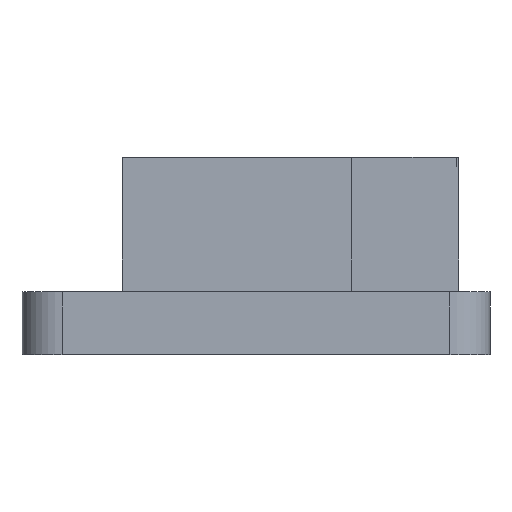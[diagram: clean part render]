
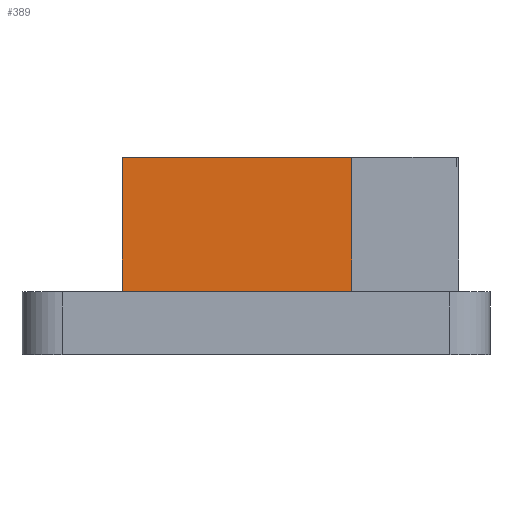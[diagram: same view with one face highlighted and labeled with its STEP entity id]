
A CAD part, front view. The second image highlights one B-rep face of the part: STEP entity #389.
In plain terms, the highlighted free-form (B-spline) face has degree [1, 1] with [2, 2] control points.
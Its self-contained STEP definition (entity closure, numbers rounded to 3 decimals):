
#67 = B_SPLINE_SURFACE_WITH_KNOTS('',1,1,(
    (#68,#69)
    ,(#70,#71)),.UNSPECIFIED.,.F.,.F.,.F.,(2,2),(2,2),(0.,10.),(-8.,0.),
  .PIECEWISE_BEZIER_KNOTS.);
#68 = CARTESIAN_POINT('',(-2.5,4.,0.));
#69 = CARTESIAN_POINT('',(-2.5,-4.,0.));
#70 = CARTESIAN_POINT('',(-2.5,4.,10.));
#71 = CARTESIAN_POINT('',(-2.5,-4.,10.));
#90 = VERTEX_POINT('',#91);
#91 = CARTESIAN_POINT('',(-2.5,4.,0.));
#103 = B_SPLINE_SURFACE_WITH_KNOTS('',1,1,(
    (#104,#105)
    ,(#106,#107
  )),.UNSPECIFIED.,.F.,.F.,.F.,(2,2),(2,2),(0.,20.),(0.,8.),
  .PIECEWISE_BEZIER_KNOTS.);
#104 = CARTESIAN_POINT('',(-2.5,-4.,0.));
#105 = CARTESIAN_POINT('',(-2.5,4.,0.));
#106 = CARTESIAN_POINT('',(17.5,-4.,0.));
#107 = CARTESIAN_POINT('',(17.5,4.,0.));
#114 = EDGE_CURVE('',#90,#115,#117,.T.);
#115 = VERTEX_POINT('',#116);
#116 = CARTESIAN_POINT('',(-2.5,4.,10.));
#117 = SURFACE_CURVE('',#118,(#121,#127),.PCURVE_S1.);
#118 = B_SPLINE_CURVE_WITH_KNOTS('',1,(#119,#120),.UNSPECIFIED.,.F.,.F.,
  (2,2),(0.,10.),.PIECEWISE_BEZIER_KNOTS.);
#119 = CARTESIAN_POINT('',(-2.5,4.,0.));
#120 = CARTESIAN_POINT('',(-2.5,4.,10.));
#121 = PCURVE('',#67,#122);
#122 = DEFINITIONAL_REPRESENTATION('',(#123),#126);
#123 = B_SPLINE_CURVE_WITH_KNOTS('',1,(#124,#125),.UNSPECIFIED.,.F.,.F.,
  (2,2),(0.,10.),.PIECEWISE_BEZIER_KNOTS.);
#124 = CARTESIAN_POINT('',(0.,-8.));
#125 = CARTESIAN_POINT('',(10.,-8.));
#126 = ( GEOMETRIC_REPRESENTATION_CONTEXT(2) 
PARAMETRIC_REPRESENTATION_CONTEXT() REPRESENTATION_CONTEXT('2D SPACE',''
  ) );
#127 = PCURVE('',#128,#133);
#128 = B_SPLINE_SURFACE_WITH_KNOTS('',1,1,(
    (#129,#130)
    ,(#131,#132
    )),.UNSPECIFIED.,.F.,.F.,.F.,(2,2),(2,2),(0.,10.),(0.,20.),
  .PIECEWISE_BEZIER_KNOTS.);
#129 = CARTESIAN_POINT('',(-2.5,4.,0.));
#130 = CARTESIAN_POINT('',(17.5,4.,0.));
#131 = CARTESIAN_POINT('',(-2.5,4.,10.));
#132 = CARTESIAN_POINT('',(17.5,4.,10.));
#133 = DEFINITIONAL_REPRESENTATION('',(#134),#137);
#134 = B_SPLINE_CURVE_WITH_KNOTS('',1,(#135,#136),.UNSPECIFIED.,.F.,.F.,
  (2,2),(0.,10.),.PIECEWISE_BEZIER_KNOTS.);
#135 = CARTESIAN_POINT('',(0.,0.));
#136 = CARTESIAN_POINT('',(10.,0.));
#137 = ( GEOMETRIC_REPRESENTATION_CONTEXT(2) 
PARAMETRIC_REPRESENTATION_CONTEXT() REPRESENTATION_CONTEXT('2D SPACE',''
  ) );
#153 = B_SPLINE_SURFACE_WITH_KNOTS('',1,1,(
    (#154,#155)
    ,(#156,#157
  )),.UNSPECIFIED.,.F.,.F.,.F.,(2,2),(2,2),(0.,20.),(0.,8.),
  .PIECEWISE_BEZIER_KNOTS.);
#154 = CARTESIAN_POINT('',(-2.5,-4.,10.));
#155 = CARTESIAN_POINT('',(-2.5,4.,10.));
#156 = CARTESIAN_POINT('',(17.5,-4.,10.));
#157 = CARTESIAN_POINT('',(17.5,4.,10.));
#206 = B_SPLINE_SURFACE_WITH_KNOTS('',1,1,(
    (#207,#208)
    ,(#209,#210
    )),.UNSPECIFIED.,.F.,.F.,.F.,(2,2),(2,2),(0.,10.),(-8.,0.),
  .PIECEWISE_BEZIER_KNOTS.);
#207 = CARTESIAN_POINT('',(17.5,4.,0.));
#208 = CARTESIAN_POINT('',(17.5,-4.,0.));
#209 = CARTESIAN_POINT('',(17.5,4.,10.));
#210 = CARTESIAN_POINT('',(17.5,-4.,10.));
#305 = VERTEX_POINT('',#306);
#306 = CARTESIAN_POINT('',(17.5,4.,0.));
#324 = EDGE_CURVE('',#90,#305,#325,.T.);
#325 = SURFACE_CURVE('',#326,(#329,#335),.PCURVE_S1.);
#326 = B_SPLINE_CURVE_WITH_KNOTS('',1,(#327,#328),.UNSPECIFIED.,.F.,.F.,
  (2,2),(0.,20.),.PIECEWISE_BEZIER_KNOTS.);
#327 = CARTESIAN_POINT('',(-2.5,4.,0.));
#328 = CARTESIAN_POINT('',(17.5,4.,0.));
#329 = PCURVE('',#103,#330);
#330 = DEFINITIONAL_REPRESENTATION('',(#331),#334);
#331 = B_SPLINE_CURVE_WITH_KNOTS('',1,(#332,#333),.UNSPECIFIED.,.F.,.F.,
  (2,2),(0.,20.),.PIECEWISE_BEZIER_KNOTS.);
#332 = CARTESIAN_POINT('',(0.,8.));
#333 = CARTESIAN_POINT('',(20.,8.));
#334 = ( GEOMETRIC_REPRESENTATION_CONTEXT(2) 
PARAMETRIC_REPRESENTATION_CONTEXT() REPRESENTATION_CONTEXT('2D SPACE',''
  ) );
#335 = PCURVE('',#128,#336);
#336 = DEFINITIONAL_REPRESENTATION('',(#337),#340);
#337 = B_SPLINE_CURVE_WITH_KNOTS('',1,(#338,#339),.UNSPECIFIED.,.F.,.F.,
  (2,2),(0.,20.),.PIECEWISE_BEZIER_KNOTS.);
#338 = CARTESIAN_POINT('',(0.,0.));
#339 = CARTESIAN_POINT('',(0.,20.));
#340 = ( GEOMETRIC_REPRESENTATION_CONTEXT(2) 
PARAMETRIC_REPRESENTATION_CONTEXT() REPRESENTATION_CONTEXT('2D SPACE',''
  ) );
#389 = ADVANCED_FACE('',(#390),#128,.T.);
#390 = FACE_BOUND('',#391,.T.);
#391 = EDGE_LOOP('',(#392,#393,#394,#414));
#392 = ORIENTED_EDGE('',*,*,#324,.F.);
#393 = ORIENTED_EDGE('',*,*,#114,.T.);
#394 = ORIENTED_EDGE('',*,*,#395,.T.);
#395 = EDGE_CURVE('',#115,#396,#398,.T.);
#396 = VERTEX_POINT('',#397);
#397 = CARTESIAN_POINT('',(17.5,4.,10.));
#398 = SURFACE_CURVE('',#399,(#402,#408),.PCURVE_S1.);
#399 = B_SPLINE_CURVE_WITH_KNOTS('',1,(#400,#401),.UNSPECIFIED.,.F.,.F.,
  (2,2),(0.,20.),.PIECEWISE_BEZIER_KNOTS.);
#400 = CARTESIAN_POINT('',(-2.5,4.,10.));
#401 = CARTESIAN_POINT('',(17.5,4.,10.));
#402 = PCURVE('',#128,#403);
#403 = DEFINITIONAL_REPRESENTATION('',(#404),#407);
#404 = B_SPLINE_CURVE_WITH_KNOTS('',1,(#405,#406),.UNSPECIFIED.,.F.,.F.,
  (2,2),(0.,20.),.PIECEWISE_BEZIER_KNOTS.);
#405 = CARTESIAN_POINT('',(10.,0.));
#406 = CARTESIAN_POINT('',(10.,20.));
#407 = ( GEOMETRIC_REPRESENTATION_CONTEXT(2) 
PARAMETRIC_REPRESENTATION_CONTEXT() REPRESENTATION_CONTEXT('2D SPACE',''
  ) );
#408 = PCURVE('',#153,#409);
#409 = DEFINITIONAL_REPRESENTATION('',(#410),#413);
#410 = B_SPLINE_CURVE_WITH_KNOTS('',1,(#411,#412),.UNSPECIFIED.,.F.,.F.,
  (2,2),(0.,20.),.PIECEWISE_BEZIER_KNOTS.);
#411 = CARTESIAN_POINT('',(0.,8.));
#412 = CARTESIAN_POINT('',(20.,8.));
#413 = ( GEOMETRIC_REPRESENTATION_CONTEXT(2) 
PARAMETRIC_REPRESENTATION_CONTEXT() REPRESENTATION_CONTEXT('2D SPACE',''
  ) );
#414 = ORIENTED_EDGE('',*,*,#415,.F.);
#415 = EDGE_CURVE('',#305,#396,#416,.T.);
#416 = SURFACE_CURVE('',#417,(#420,#426),.PCURVE_S1.);
#417 = B_SPLINE_CURVE_WITH_KNOTS('',1,(#418,#419),.UNSPECIFIED.,.F.,.F.,
  (2,2),(0.,10.),.PIECEWISE_BEZIER_KNOTS.);
#418 = CARTESIAN_POINT('',(17.5,4.,0.));
#419 = CARTESIAN_POINT('',(17.5,4.,10.));
#420 = PCURVE('',#128,#421);
#421 = DEFINITIONAL_REPRESENTATION('',(#422),#425);
#422 = B_SPLINE_CURVE_WITH_KNOTS('',1,(#423,#424),.UNSPECIFIED.,.F.,.F.,
  (2,2),(0.,10.),.PIECEWISE_BEZIER_KNOTS.);
#423 = CARTESIAN_POINT('',(0.,20.));
#424 = CARTESIAN_POINT('',(10.,20.));
#425 = ( GEOMETRIC_REPRESENTATION_CONTEXT(2) 
PARAMETRIC_REPRESENTATION_CONTEXT() REPRESENTATION_CONTEXT('2D SPACE',''
  ) );
#426 = PCURVE('',#206,#427);
#427 = DEFINITIONAL_REPRESENTATION('',(#428),#431);
#428 = B_SPLINE_CURVE_WITH_KNOTS('',1,(#429,#430),.UNSPECIFIED.,.F.,.F.,
  (2,2),(0.,10.),.PIECEWISE_BEZIER_KNOTS.);
#429 = CARTESIAN_POINT('',(0.,-8.));
#430 = CARTESIAN_POINT('',(10.,-8.));
#431 = ( GEOMETRIC_REPRESENTATION_CONTEXT(2) 
PARAMETRIC_REPRESENTATION_CONTEXT() REPRESENTATION_CONTEXT('2D SPACE',''
  ) );
